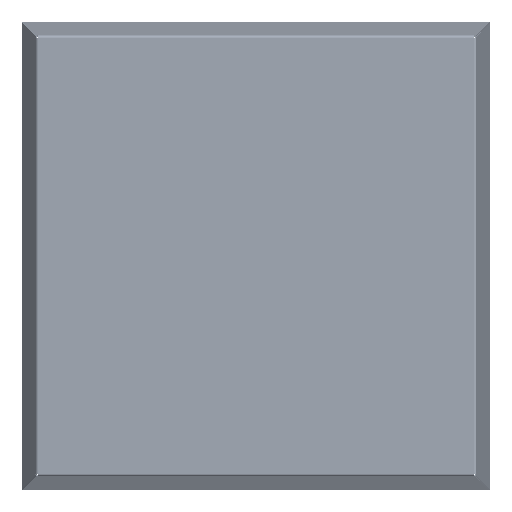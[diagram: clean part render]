
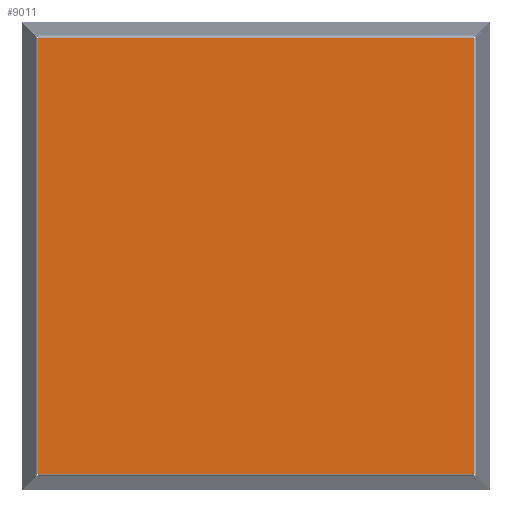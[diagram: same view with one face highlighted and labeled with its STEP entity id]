
A CAD part, top view. The second image highlights one B-rep face of the part: STEP entity #9011.
In plain terms, the highlighted planar face has unit normal (0, 0, 1).
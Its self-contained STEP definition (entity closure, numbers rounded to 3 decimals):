
#525=PLANE('',#9996);
#1145=FACE_OUTER_BOUND('',#1675,.T.);
#1675=EDGE_LOOP('',(#8201,#8202,#8203,#8204));
#2799=LINE('',#22342,#3566);
#2805=LINE('',#22362,#3572);
#2808=LINE('',#22376,#3575);
#2813=LINE('',#22393,#3580);
#3566=VECTOR('',#12426,10.);
#3572=VECTOR('',#12454,10.);
#3575=VECTOR('',#12475,10.);
#3580=VECTOR('',#12502,10.);
#4413=VERTEX_POINT('',#22339);
#4414=VERTEX_POINT('',#22341);
#4417=VERTEX_POINT('',#22361);
#4419=VERTEX_POINT('',#22375);
#5659=EDGE_CURVE('',#4414,#4413,#2799,.T.);
#5669=EDGE_CURVE('',#4417,#4414,#2805,.T.);
#5676=EDGE_CURVE('',#4419,#4417,#2808,.T.);
#5685=EDGE_CURVE('',#4413,#4419,#2813,.T.);
#8201=ORIENTED_EDGE('',*,*,#5659,.T.);
#8202=ORIENTED_EDGE('',*,*,#5685,.T.);
#8203=ORIENTED_EDGE('',*,*,#5676,.T.);
#8204=ORIENTED_EDGE('',*,*,#5669,.T.);
#9011=ADVANCED_FACE('',(#1145),#525,.T.);
#9996=AXIS2_PLACEMENT_3D('',#22405,#12523,#12524);
#12426=DIRECTION('',(-1.,0.,0.));
#12454=DIRECTION('',(0.,1.,0.));
#12475=DIRECTION('',(1.,0.,0.));
#12502=DIRECTION('',(0.,-1.,0.));
#12523=DIRECTION('center_axis',(0.,0.,1.));
#12524=DIRECTION('ref_axis',(-1.,0.,0.));
#22339=CARTESIAN_POINT('',(-163.322,163.322,127.));
#22341=CARTESIAN_POINT('',(163.322,163.322,127.));
#22342=CARTESIAN_POINT('',(-160.286,163.322,127.));
#22361=CARTESIAN_POINT('',(163.322,-163.322,127.));
#22362=CARTESIAN_POINT('',(163.322,81.661,127.));
#22375=CARTESIAN_POINT('',(-163.322,-163.322,127.));
#22376=CARTESIAN_POINT('',(3.036,-163.322,127.));
#22393=CARTESIAN_POINT('',(-163.322,-81.661,127.));
#22405=CARTESIAN_POINT('Origin',(-157.25,0.,
127.));
